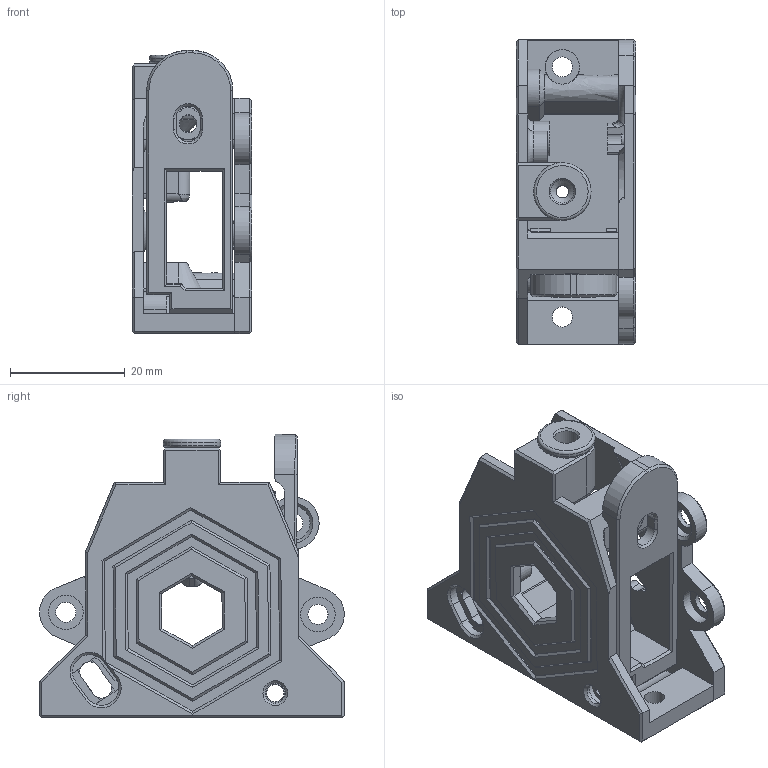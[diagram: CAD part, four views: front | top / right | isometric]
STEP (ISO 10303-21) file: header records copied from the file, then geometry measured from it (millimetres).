
FILE_DESCRIPTION(/* description */ (''),/* implementation_level */ '2;1');
FILE_NAME(/* name */ 'Roundtrip_LGX_v1.step',/* time_stamp */ '2023-03-12T18:23:00Z',/* author */ (''),/* organization */ (''),/* preprocessor_version */ 'ST-DEVELOPER v19.2',/* originating_system */ 'Autodesk Translation Framework v11.17.0.187',/* authorisation */ '');
FILE_SCHEMA (('AUTOMOTIVE_DESIGN { 1 0 10303 214 3 1 1 }'));
Length unit declared in the file: millimetre
Products named in the file (6): Roundtrip_LGX_Small_v1; Guidler; M3 Threaded Insert; Collet; Front (1); Back (1)
Assembly tree (7 placements, depth 2):
  Roundtrip_LGX_Small_v1
    Guidler
    M3 Threaded Insert  x3
    Collet
    Front (1)
    Back (1)
Bounding box: 20.86 x 53.03 x 49.25 mm (x, y, z)
Volume: 15849.9 mm3; surface area: 15019.2 mm2
Topology: 7 solids, 7 shells, 1137 faces, 3178 edges, 2077 vertices
Faces by surface type: bspline 455, plane 309, cylinder 309, cone 48, torus 16
Full cylindrical faces by diameter (mm): 2.15 x2, 3 x3, 3.2 x1, 3.5 x9, 4 x1, 4.2 x2, 4.3 x1, 4.7 x3, 5 x1, 5.05 x3, 5.16 x3, 5.56 x3, 6 x7, 6.2 x1, 6.5 x1, 8 x1, 10 x1
Entity records: 24857 total; most frequent: CARTESIAN_POINT 8114, ORIENTED_EDGE 3672, DIRECTION 3292, EDGE_CURVE 1836, VERTEX_POINT 1183, AXIS2_PLACEMENT_3D 1137, LINE 1018, VECTOR 1018
